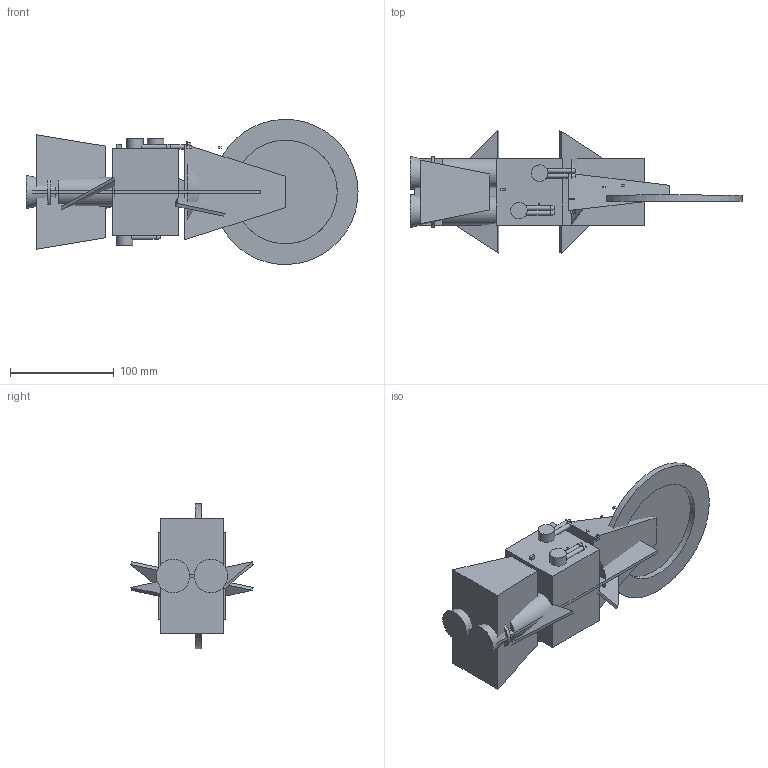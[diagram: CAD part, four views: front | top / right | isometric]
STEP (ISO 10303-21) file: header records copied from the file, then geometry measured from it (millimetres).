
FILE_DESCRIPTION(('FreeCAD Model'),'2;1');
FILE_NAME('Open CASCADE Shape Model','2025-11-26T16:18:32',('Author'),( ''),'Open CASCADE STEP processor 7.8','FreeCAD','Unknown');
FILE_SCHEMA(('AUTOMOTIVE_DESIGN { 1 0 10303 214 1 1 1 1 }'));
Length unit declared in the file: millimetre
Products named in the file (33): Ship_Hull; EngineGlow_2; Greeble_1; MainEngine_2; EngineGlow_1; Greeble_0; Greeble_2; GreebleCyl_6; GreebleCyl_3; Greeble_4; Greeble_5; Greeble_7; CC_OuterSkin_Solid; Greeble_8; GradedZ_Patch_Marker; MLI_Blanket_Marker; Bus; Fin_Left; TurretMount_1; Fin_Right; HyperRing; TurretBase_1; TurretMount_2; Cannon_1_2; Cannon_1_1; TurretBase_2; Cannon_2_2; TurretMount_3; Cannon_3_2; Cannon_2_1; TurretBase_3; Cannon_3_1; MainEngine_1
Bounding box: 320 x 117.96 x 139.94 mm (x, y, z)
Volume: 1378445.5 mm3; surface area: 238155.9 mm2
Topology: 48 solids, 48 shells, 202 faces, 315 edges, 210 vertices
Faces by surface type: bspline 186, plane 16
Entity records: 13521 total; most frequent: CARTESIAN_POINT 8009, B_SPLINE_CURVE_WITH_KNOTS 758, ORIENTED_EDGE 630, PCURVE 630, DEFINITIONAL_REPRESENTATION 630, EDGE_CURVE 315, SURFACE_CURVE 282, VERTEX_POINT 210
